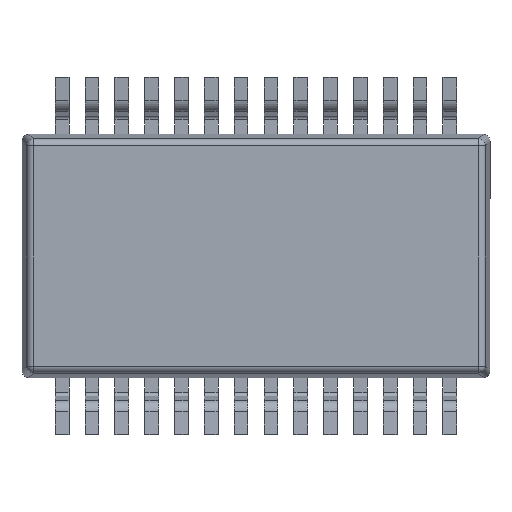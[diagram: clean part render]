
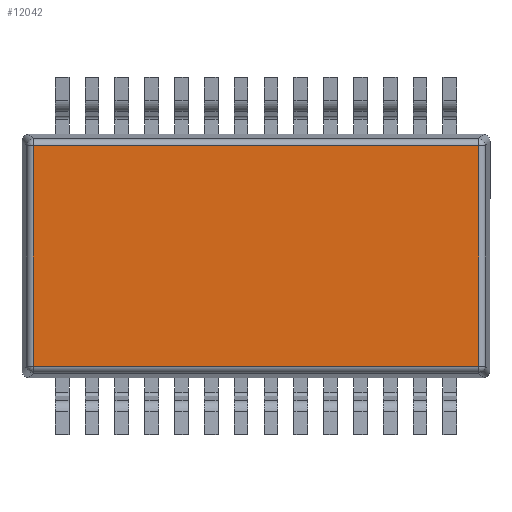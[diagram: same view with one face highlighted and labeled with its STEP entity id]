
A CAD part, front view. The second image highlights one B-rep face of the part: STEP entity #12042.
In plain terms, the highlighted planar face has unit normal (0, -1, 0).
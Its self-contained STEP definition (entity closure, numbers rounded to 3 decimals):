
#160 = EDGE_CURVE ( 'NONE', #12914, #13250, #10120, .T. ) ;
#401 = CARTESIAN_POINT ( 'NONE',  ( 4.852, 0.15, -2.402 ) ) ;
#851 = DIRECTION ( 'NONE',  ( -1., 0., 0. ) ) ;
#866 = VECTOR ( 'NONE', #851, 1000. ) ;
#1227 = PLANE ( 'NONE',  #9496 ) ;
#1383 = CARTESIAN_POINT ( 'NONE',  ( -4.852, 0.15, 2.402 ) ) ;
#1491 = ORIENTED_EDGE ( 'NONE', *, *, #2754, .T. ) ;
#1513 = EDGE_CURVE ( 'NONE', #6748, #8818, #12768, .T. ) ;
#2754 = EDGE_CURVE ( 'NONE', #13250, #6748, #13573, .T. ) ;
#2857 = CARTESIAN_POINT ( 'NONE',  ( -4.982, 0.15, 2.402 ) ) ;
#2893 = ORIENTED_EDGE ( 'NONE', *, *, #10672, .T. ) ;
#3809 = DIRECTION ( 'NONE',  ( 0., 0., 1. ) ) ;
#3941 = CARTESIAN_POINT ( 'NONE',  ( 4.852, 0.15, 2.532 ) ) ;
#5472 = DIRECTION ( 'NONE',  ( 0., 0., -1. ) ) ;
#5929 = VECTOR ( 'NONE', #3809, 1000. ) ;
#6504 = DIRECTION ( 'NONE',  ( 0., 0., -1. ) ) ;
#6552 = DIRECTION ( 'NONE',  ( 0., -1., 0. ) ) ;
#6748 = VERTEX_POINT ( 'NONE', #9838 ) ;
#8036 = VECTOR ( 'NONE', #5472, 1000. ) ;
#8223 = VECTOR ( 'NONE', #10525, 1000. ) ;
#8619 = CARTESIAN_POINT ( 'NONE',  ( 0., 0.15, 0. ) ) ;
#8818 = VERTEX_POINT ( 'NONE', #401 ) ;
#9496 = AXIS2_PLACEMENT_3D ( 'NONE', #8619, #6552, #6504 ) ;
#9708 = LINE ( 'NONE', #3941, #5929 ) ;
#9838 = CARTESIAN_POINT ( 'NONE',  ( -4.852, 0.15, -2.402 ) ) ;
#10120 = LINE ( 'NONE', #2857, #866 ) ;
#10207 = FACE_OUTER_BOUND ( 'NONE', #12565, .T. ) ;
#10525 = DIRECTION ( 'NONE',  ( 1., 0., 0. ) ) ;
#10672 = EDGE_CURVE ( 'NONE', #8818, #12914, #9708, .T. ) ;
#11256 = CARTESIAN_POINT ( 'NONE',  ( 4.852, 0.15, 2.402 ) ) ;
#11554 = ORIENTED_EDGE ( 'NONE', *, *, #1513, .T. ) ;
#11574 = CARTESIAN_POINT ( 'NONE',  ( 4.982, 0.15, -2.402 ) ) ;
#11698 = CARTESIAN_POINT ( 'NONE',  ( -4.852, 0.15, -2.532 ) ) ;
#12005 = ORIENTED_EDGE ( 'NONE', *, *, #160, .T. ) ;
#12042 = ADVANCED_FACE ( 'NONE', ( #10207 ), #1227, .T. ) ;
#12565 = EDGE_LOOP ( 'NONE', ( #1491, #11554, #2893, #12005 ) ) ;
#12768 = LINE ( 'NONE', #11574, #8223 ) ;
#12914 = VERTEX_POINT ( 'NONE', #11256 ) ;
#13250 = VERTEX_POINT ( 'NONE', #1383 ) ;
#13573 = LINE ( 'NONE', #11698, #8036 ) ;
